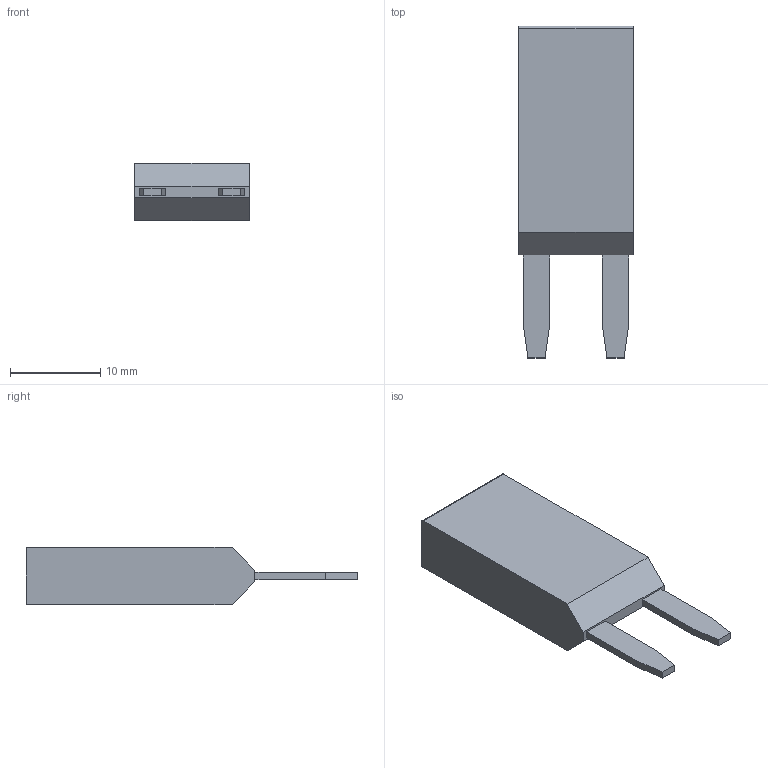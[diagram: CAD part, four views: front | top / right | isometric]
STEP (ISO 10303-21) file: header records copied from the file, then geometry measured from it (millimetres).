
FILE_DESCRIPTION (( 'STEP AP214' ), '1' );
FILE_NAME ('am-4112 30A mini auto reset.STEP', '2019-12-09T20:45:41', ( '' ), ( '' ), 'SwSTEP 2.0', 'SolidWorks 2019', '' );
FILE_SCHEMA (( 'AUTOMOTIVE_DESIGN' ));
Length unit declared in the file: inch
Products named in the file (1): am-4112 30A mini auto reset
Bounding box: 12.7 x 36.83 x 6.35 mm (x, y, z)
Volume: 2018.2 mm3; surface area: 1238 mm2
Topology: 1 solids, 1 shells, 24 faces, 60 edges, 40 vertices
Faces by surface type: plane 22, cylinder 2
Entity records: 995 total; most frequent: CARTESIAN_POINT 125, ORIENTED_EDGE 120, DIRECTION 114, EDGE_CURVE 60, VECTOR 56, LINE 56, VERTEX_POINT 40, AXIS2_PLACEMENT_3D 29
